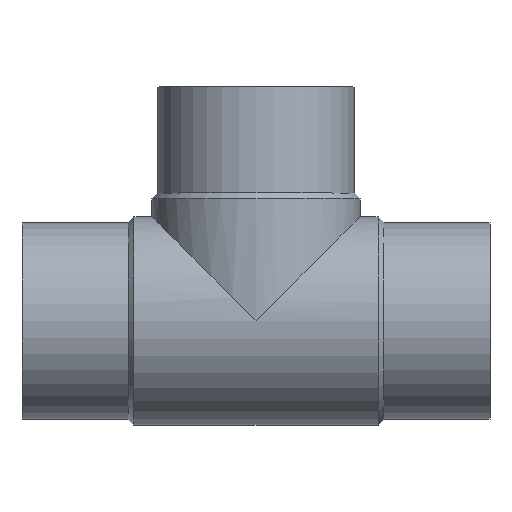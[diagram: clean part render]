
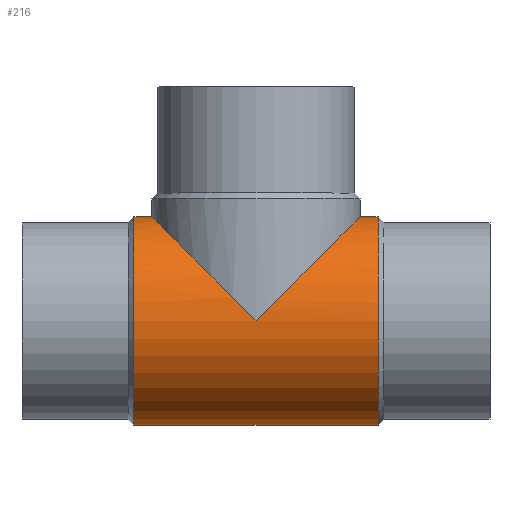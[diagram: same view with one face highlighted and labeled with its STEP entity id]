
A CAD part, top view. The second image highlights one B-rep face of the part: STEP entity #216.
In plain terms, the highlighted cylindrical face has radius 166.85 mm (diameter 333.7 mm), a partial arc.
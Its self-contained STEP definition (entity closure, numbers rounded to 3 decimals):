
#136 = EDGE_CURVE( '', #206, #196, #376, .T. );
#140 = VERTEX_POINT( '', #380 );
#190 = EDGE_CURVE( '', #340, #140, #436, .T. );
#196 = VERTEX_POINT( '', #442 );
#206 = VERTEX_POINT( '', #454 );
#216 = ADVANCED_FACE( '', ( #465 ), #466, .T. );
#240 = EDGE_CURVE( '', #196, #250, #493, .T. );
#250 = VERTEX_POINT( '', #505 );
#254 = EDGE_CURVE( '', #270, #206, #510, .T. );
#270 = VERTEX_POINT( '', #528 );
#310 = EDGE_CURVE( '', #342, #340, #572, .T. );
#318 = EDGE_CURVE( '', #250, #342, #582, .T. );
#334 = EDGE_CURVE( '', #270, #140, #598, .T. );
#340 = VERTEX_POINT( '', #606 );
#342 = VERTEX_POINT( '', #608 );
#376 = CIRCLE( '', #634, 166.85 );
#380 = CARTESIAN_POINT( '', ( -570.65, 166.85, 0. ) );
#436 = LINE( '', #716, #717 );
#442 = CARTESIAN_POINT( '', ( -179.35, 166.85, 0. ) );
#454 = CARTESIAN_POINT( '', ( -179.35, -166.85, 0. ) );
#465 = FACE_OUTER_BOUND( '', #751, .T. );
#466 = CYLINDRICAL_SURFACE( '', #752, 166.85 );
#493 = LINE( '', #786, #787 );
#505 = CARTESIAN_POINT( '', ( -208.15, 166.85, 0. ) );
#510 = LINE( '', #804, #805 );
#528 = CARTESIAN_POINT( '', ( -570.65, -166.85, 0. ) );
#572 = ELLIPSE( '', #888, 235.962, 166.85 );
#582 = ELLIPSE( '', #902, 235.962, 166.85 );
#598 = CIRCLE( '', #922, 166.85 );
#606 = CARTESIAN_POINT( '', ( -541.85, 166.85, 0. ) );
#608 = CARTESIAN_POINT( '', ( -375., 0., 166.85 ) );
#634 = AXIS2_PLACEMENT_3D( '', #961, #962, #963 );
#716 = CARTESIAN_POINT( '', ( -375., 166.85, 0. ) );
#717 = VECTOR( '', #1044, 1. );
#751 = EDGE_LOOP( '', ( #1079, #1080, #1081, #1082, #1083, #1084, #1085 ) );
#752 = AXIS2_PLACEMENT_3D( '', #1086, #1087, #1088 );
#786 = CARTESIAN_POINT( '', ( -375., 166.85, 0. ) );
#787 = VECTOR( '', #1126, 1. );
#804 = CARTESIAN_POINT( '', ( -375., -166.85, 0. ) );
#805 = VECTOR( '', #1152, 1. );
#888 = AXIS2_PLACEMENT_3D( '', #1230, #1231, #1232 );
#902 = AXIS2_PLACEMENT_3D( '', #1245, #1246, #1247 );
#922 = AXIS2_PLACEMENT_3D( '', #1252, #1253, #1254 );
#961 = CARTESIAN_POINT( '', ( -179.35, 0., 0. ) );
#962 = DIRECTION( '', ( -1., 0., 0. ) );
#963 = DIRECTION( '', ( 0., 1., 0. ) );
#1044 = DIRECTION( '', ( -1., 0., 0. ) );
#1079 = ORIENTED_EDGE( '', *, *, #240, .T. );
#1080 = ORIENTED_EDGE( '', *, *, #318, .T. );
#1081 = ORIENTED_EDGE( '', *, *, #310, .T. );
#1082 = ORIENTED_EDGE( '', *, *, #190, .T. );
#1083 = ORIENTED_EDGE( '', *, *, #334, .F. );
#1084 = ORIENTED_EDGE( '', *, *, #254, .T. );
#1085 = ORIENTED_EDGE( '', *, *, #136, .T. );
#1086 = CARTESIAN_POINT( '', ( -375., 0., 0. ) );
#1087 = DIRECTION( '', ( 1., 0., 0. ) );
#1088 = DIRECTION( '', ( 0., 1., 0. ) );
#1126 = DIRECTION( '', ( -1., 0., 0. ) );
#1152 = DIRECTION( '', ( 1., 0., 0. ) );
#1230 = CARTESIAN_POINT( '', ( -375., 0., 0. ) );
#1231 = DIRECTION( '', ( -0.707, -0.707, 0. ) );
#1232 = DIRECTION( '', ( 0.707, -0.707, 0. ) );
#1245 = CARTESIAN_POINT( '', ( -375., 0., 0. ) );
#1246 = DIRECTION( '', ( 0.707, -0.707, 0. ) );
#1247 = DIRECTION( '', ( 0.707, 0.707, 0. ) );
#1252 = CARTESIAN_POINT( '', ( -570.65, 0., 0. ) );
#1253 = DIRECTION( '', ( -1., 0., 0. ) );
#1254 = DIRECTION( '', ( 0., 1., 0. ) );
